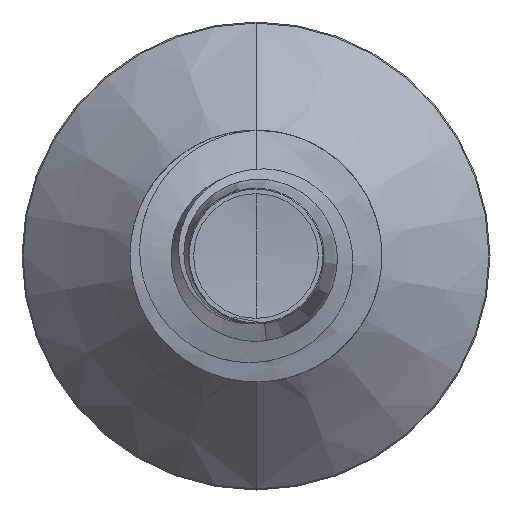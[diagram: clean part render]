
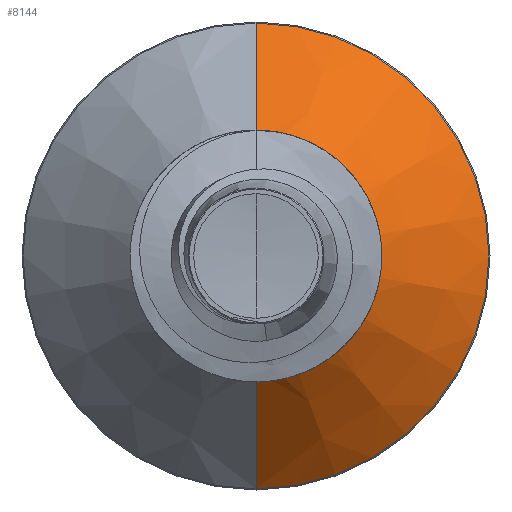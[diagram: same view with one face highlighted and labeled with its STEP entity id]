
A CAD part, front view. The second image highlights one B-rep face of the part: STEP entity #8144.
In plain terms, the highlighted conical face has half-angle 45 degrees and reference radius 2.301 mm.
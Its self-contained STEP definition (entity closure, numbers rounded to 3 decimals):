
#770 = ORIENTED_EDGE ( 'NONE', *, *, #15213, .F. ) ;
#981 = DIRECTION ( 'NONE',  ( 0., 0.707, -0.707 ) ) ;
#1396 = CARTESIAN_POINT ( 'NONE',  ( 0., 16.901, -2.301 ) ) ;
#1480 = LINE ( 'NONE', #1396, #9585 ) ;
#3508 = AXIS2_PLACEMENT_3D ( 'NONE', #5166, #5088, #5192 ) ;
#3683 = AXIS2_PLACEMENT_3D ( 'NONE', #7951, #7934, #7914 ) ;
#4318 = FACE_OUTER_BOUND ( 'NONE', #13084, .T. ) ;
#4546 = AXIS2_PLACEMENT_3D ( 'NONE', #5327, #5285, #5282 ) ;
#5088 = DIRECTION ( 'NONE',  ( 0., 1., 0. ) ) ;
#5166 = CARTESIAN_POINT ( 'NONE',  ( 0., 16.901, 0. ) ) ;
#5192 = DIRECTION ( 'NONE',  ( 0., 0., 1. ) ) ;
#5282 = DIRECTION ( 'NONE',  ( 0., 0., 1. ) ) ;
#5285 = DIRECTION ( 'NONE',  ( 0., 1., 0. ) ) ;
#5327 = CARTESIAN_POINT ( 'NONE',  ( 0., 19.228, 0. ) ) ;
#5358 = CARTESIAN_POINT ( 'NONE',  ( 0., 16.901, 2.301 ) ) ;
#6146 = VERTEX_POINT ( 'NONE', #13876 ) ;
#7080 = VECTOR ( 'NONE', #9405, 1000. ) ;
#7375 = CARTESIAN_POINT ( 'NONE',  ( 0., 19.228, -4.628 ) ) ;
#7444 = VERTEX_POINT ( 'NONE', #5358 ) ;
#7914 = DIRECTION ( 'NONE',  ( 0., 0., 1. ) ) ;
#7934 = DIRECTION ( 'NONE',  ( 0., 1., 0. ) ) ;
#7951 = CARTESIAN_POINT ( 'NONE',  ( 0., 16.901, 0. ) ) ;
#8144 = ADVANCED_FACE ( 'NONE', ( #4318 ), #17117, .T. ) ;
#9065 = ORIENTED_EDGE ( 'NONE', *, *, #15395, .T. ) ;
#9405 = DIRECTION ( 'NONE',  ( 0., 0.707, 0.707 ) ) ;
#9445 = CARTESIAN_POINT ( 'NONE',  ( 0., 16.901, 2.301 ) ) ;
#9585 = VECTOR ( 'NONE', #981, 1000. ) ;
#9940 = CARTESIAN_POINT ( 'NONE',  ( 0., 19.228, 4.628 ) ) ;
#10893 = LINE ( 'NONE', #9445, #7080 ) ;
#12552 = ORIENTED_EDGE ( 'NONE', *, *, #15592, .T. ) ;
#13084 = EDGE_LOOP ( 'NONE', ( #9065, #12552, #15688, #770 ) ) ;
#13278 = VERTEX_POINT ( 'NONE', #9940 ) ;
#13815 = CIRCLE ( 'NONE', #3683, 2.301 ) ;
#13876 = CARTESIAN_POINT ( 'NONE',  ( 0., 16.901, -2.301 ) ) ;
#14608 = EDGE_CURVE ( 'NONE', #13278, #17157, #15601, .T. ) ;
#15213 = EDGE_CURVE ( 'NONE', #7444, #13278, #10893, .T. ) ;
#15395 = EDGE_CURVE ( 'NONE', #7444, #6146, #13815, .T. ) ;
#15592 = EDGE_CURVE ( 'NONE', #6146, #17157, #1480, .T. ) ;
#15601 = CIRCLE ( 'NONE', #4546, 4.628 ) ;
#15688 = ORIENTED_EDGE ( 'NONE', *, *, #14608, .F. ) ;
#17117 = CONICAL_SURFACE ( 'NONE', #3508, 2.301, 0.785 ) ;
#17157 = VERTEX_POINT ( 'NONE', #7375 ) ;
